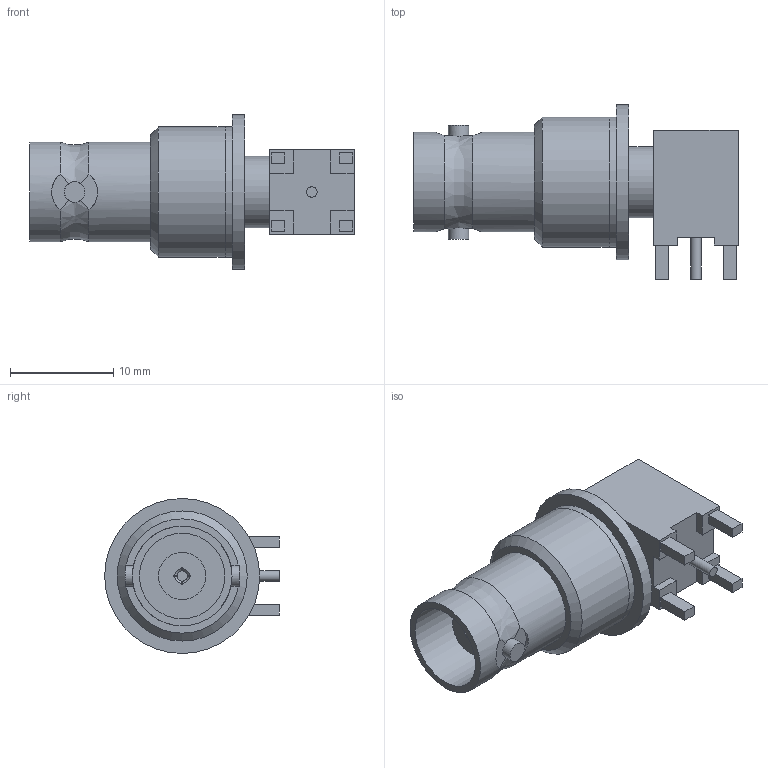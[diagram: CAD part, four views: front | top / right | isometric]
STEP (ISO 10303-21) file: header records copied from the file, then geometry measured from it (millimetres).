
FILE_DESCRIPTION (( 'STEP AP203' ), '1' );
FILE_NAME ('FMCN44287_3D.step', '2022-12-20T21:34:21', ( '' ), ( '' ), 'SwSTEP 2.0', 'SolidWorks 2021', '' );
FILE_SCHEMA (( 'CONFIG_CONTROL_DESIGN' ));
Length unit declared in the file: inch
Products named in the file (1): FMCN44287_3D
Bounding box: 31.4 x 16.9 x 15 mm (x, y, z)
Volume: 2475.5 mm3; surface area: 1947.7 mm2
Topology: 1 solids, 2 shells, 95 faces, 227 edges, 149 vertices
Faces by surface type: plane 63, cylinder 25, cone 5, bspline 2
Full cylindrical faces by diameter (mm): 0.61 x1, 1.016 x1, 1.02 x1, 1.981 x2, 4.572 x1, 6.884 x1, 8.255 x1, 9.641 x2, 12.582 x1, 12.588 x1, 15 x1
Entity records: 3025 total; most frequent: CARTESIAN_POINT 914, ORIENTED_EDGE 412, DIRECTION 392, EDGE_CURVE 206, VERTEX_POINT 142, AXIS2_PLACEMENT_3D 140, EDGE_LOOP 122, LINE 112
